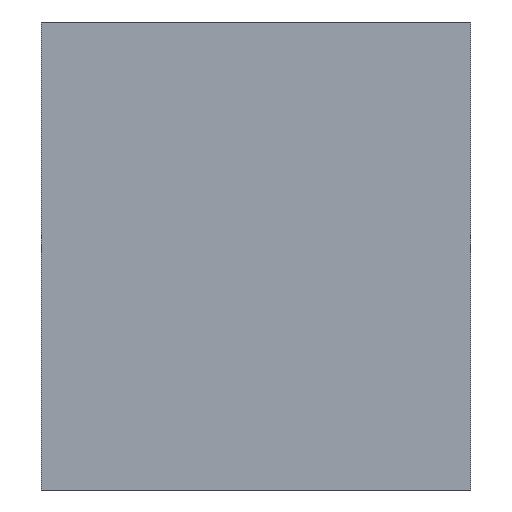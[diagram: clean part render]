
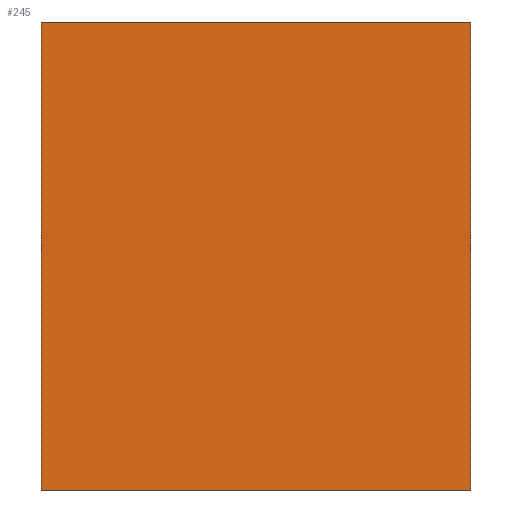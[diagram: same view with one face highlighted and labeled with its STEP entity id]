
A CAD part, front view. The second image highlights one B-rep face of the part: STEP entity #245.
In plain terms, the highlighted planar face has unit normal (0, -1, 0).
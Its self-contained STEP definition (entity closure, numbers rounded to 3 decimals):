
#135=CARTESIAN_POINT('POINT13',(5.5,-4.,-12.));
#136=VERTEX_POINT('VERTEX13',#135);
#143=CARTESIAN_POINT('POINT14',(-5.5,-4.,-12.));
#144=VERTEX_POINT('VERTEX14',#143);
#145=CARTESIAN_POINT('POS19',(5.5,-4.,-12.));
#146=DIRECTION('DIR22',(-1.,0.,0.));
#147=VECTOR('VEC16',#146,1.);
#148=LINE('STRAIGHT16',#145,#147);
#149=EDGE_CURVE('EDGE16',#136,#144,#148,.T.);
#197=CARTESIAN_POINT('POINT18',(5.5,-4.,0.));
#198=VERTEX_POINT('VERTEX18',#197);
#205=CARTESIAN_POINT('POS27',(5.5,-4.,0.));
#206=DIRECTION('DIR31',(0.,0.,-1.));
#207=VECTOR('VEC23',#206,1.);
#208=LINE('STRAIGHT23',#205,#207);
#209=EDGE_CURVE('EDGE23',#198,#136,#208,.T.);
#222=CARTESIAN_POINT('POINT19',(-5.5,-4.,0.));
#223=VERTEX_POINT('VERTEX19',#222);
#224=CARTESIAN_POINT('POS29',(-5.5,-4.,0.));
#225=DIRECTION('DIR34',(0.,0.,-1.));
#226=VECTOR('VEC24',#225,1.);
#227=LINE('STRAIGHT24',#224,#226);
#228=EDGE_CURVE('EDGE24',#223,#144,#227,.T.);
#229=ORIENTED_EDGE('COEDGE31',*,*,#228,.T.);
#230=ORIENTED_EDGE('COEDGE32',*,*,#149,.F.);
#231=ORIENTED_EDGE('COEDGE33',*,*,#209,.F.);
#232=CARTESIAN_POINT('POS30',(5.5,-4.,0.));
#233=DIRECTION('DIR35',(-1.,0.,0.));
#234=VECTOR('VEC25',#233,1.);
#235=LINE('STRAIGHT25',#232,#234);
#236=EDGE_CURVE('EDGE25',#198,#223,#235,.T.);
#237=ORIENTED_EDGE('COEDGE34',*,*,#236,.T.);
#238=EDGE_LOOP('NONE',(#229,#230,#231,#237));
#239=FACE_BOUND('LOOP1',#238,.T.);
#240=CARTESIAN_POINT('POS31',(5.5,-4.,0.));
#241=DIRECTION('DIR36',(0.,-1.,0.));
#242=DIRECTION('DIR37',(1.,0.,0.));
#243=AXIS2_PLACEMENT_3D('AXIS6',#240,#241,#242);
#244=PLANE('PLANE6',#243);
#245=ADVANCED_FACE('FACE6',(#239),#244,.T.);
